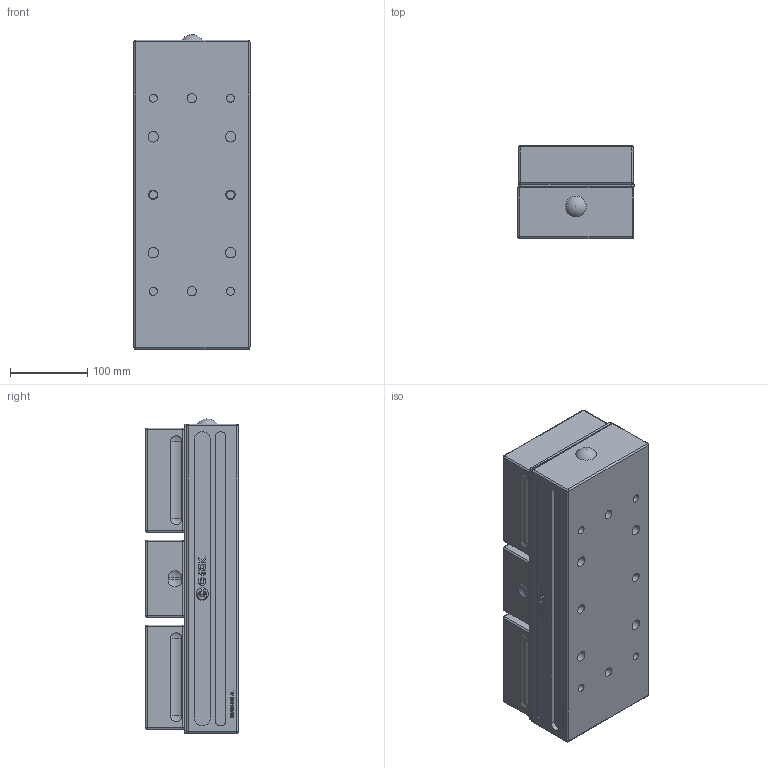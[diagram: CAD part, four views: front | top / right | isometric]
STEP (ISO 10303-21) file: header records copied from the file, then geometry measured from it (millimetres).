
FILE_DESCRIPTION((''),'2;1');
FILE_NAME('5QL1540-AL.stp','2015-03-11T14:50:57',('Dayne Stauffer'),(''),'Autodesk Inventor 2013','Autodesk Inventor 2013','');
FILE_SCHEMA(('AUTOMOTIVE_DESIGN { 1 0 10303 214 1 1 1 1 }'));
Length unit declared in the file: millimetre
Products named in the file (6): 5QL1540-AL; 5BAS1540-AL; 5CP1540-ST; 5DS1540-15-50; 5FJ1540-15-50; 5MJ1540-15-50
Assembly tree (6 placements, depth 3):
  5QL1540-AL
    5BAS1540-AL
    5CP1540-ST
    5DS1540-15-50
      5FJ1540-15-50
      5MJ1540-15-50  x2
Bounding box: 150.18 x 120 x 407.12 mm (x, y, z)
Volume: 5897143.2 mm3; surface area: 605291.3 mm2
Topology: 5 solids, 7 shells, 920 faces, 2235 edges, 1433 vertices
Faces by surface type: plane 497, cylinder 184, bspline 174, sphere 45, torus 16, cone 4
Full cylindrical faces by diameter (mm): 4.134 x2, 8.5 x2, 8.55 x2, 10.325 x6, 10.5 x2, 11 x6, 12.03 x4, 13.5 x4, 17 x4, 18 x4, 18.15 x6, 18.608 x6, 19.4 x6, 20 x12, 25.34 x6, 25.97 x6
Entity records: 26594 total; most frequent: CARTESIAN_POINT 7040, ORIENTED_EDGE 3992, DIRECTION 3457, EDGE_CURVE 1996, VERTEX_POINT 1365, VECTOR 1281, LINE 1281, EDGE_LOOP 1147
